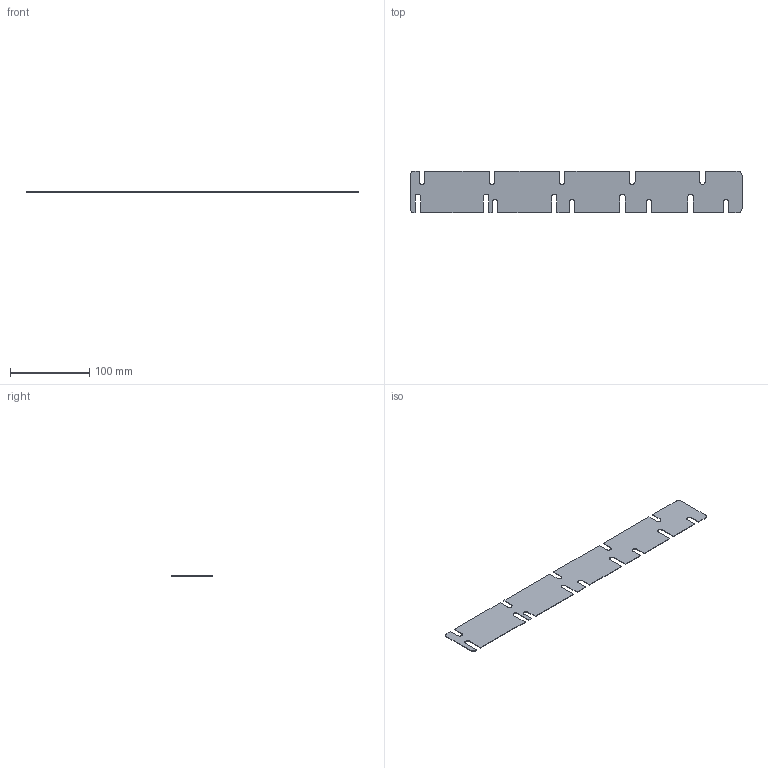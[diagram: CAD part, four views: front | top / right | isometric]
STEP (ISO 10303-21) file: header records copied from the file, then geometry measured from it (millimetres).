
FILE_DESCRIPTION(('FreeCAD Model'),'2;1');
FILE_NAME( 'screw_comb.step', '2020-07-09T00:14:54',('Author'),(''), 'Open CASCADE STEP processor 7.3','FreeCAD','Unknown');
FILE_SCHEMA(('AUTOMOTIVE_DESIGN { 1 0 10303 214 1 1 1 1 }'));
Length unit declared in the file: millimetre
Products named in the file (1): screw_comb001_(Solid)001
Bounding box: 420 x 52 x 0.7 mm (x, y, z)
Volume: 14062.3 mm3; surface area: 41174.7 mm2
Topology: 1 solids, 1 shells, 528 faces, 1578 edges, 1052 vertices
Faces by surface type: plane 528
Entity records: 37917 total; most frequent: CARTESIAN_POINT 6315, DIRECTION 5792, LINE 4734, VECTOR 4734, ORIENTED_EDGE 3156, PCURVE 3156, DEFINITIONAL_REPRESENTATION 3156, EDGE_CURVE 1578
